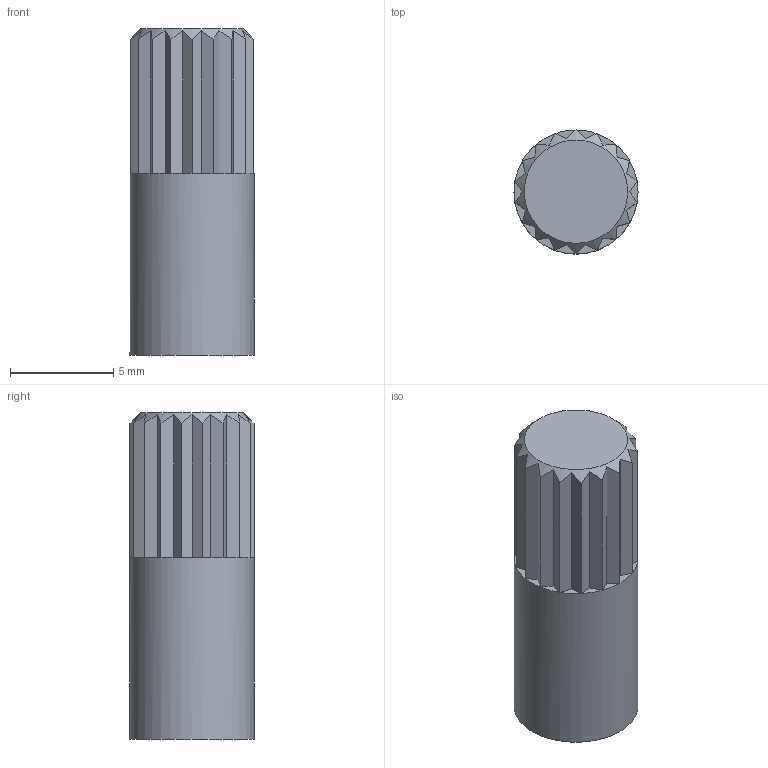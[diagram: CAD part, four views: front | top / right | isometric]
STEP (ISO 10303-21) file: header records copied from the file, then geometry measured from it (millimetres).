
FILE_DESCRIPTION(/* description */ (''),/* implementation_level */ '2;1');
FILE_NAME(/* name */ 'EncoderShaftNoBushing.step',/* time_stamp */ '2024-12-29T16:58:53+01:00',/* author */ (''),/* organization */ (''),/* preprocessor_version */ 'ST-DEVELOPER v20',/* originating_system */ 'Autodesk Translation Framework v13.20.0.188',/* authorisation */ '');
FILE_SCHEMA (('AUTOMOTIVE_DESIGN { 1 0 10303 214 3 1 1 }'));
Length unit declared in the file: millimetre
Products named in the file (1): EncoderShaftNoBushing
Bounding box: 6 x 6 x 15.8 mm (x, y, z)
Volume: 418.7 mm3; surface area: 376.5 mm2
Topology: 1 solids, 1 shells, 58 faces, 131 edges, 75 vertices
Faces by surface type: plane 56, cylinder 1, cone 1
Full cylindrical faces by diameter (mm): 6 x1
Entity records: 1564 total; most frequent: CARTESIAN_POINT 337, ORIENTED_EDGE 262, DIRECTION 234, EDGE_CURVE 131, AXIS2_PLACEMENT_3D 80, VERTEX_POINT 75, LINE 74, VECTOR 74
